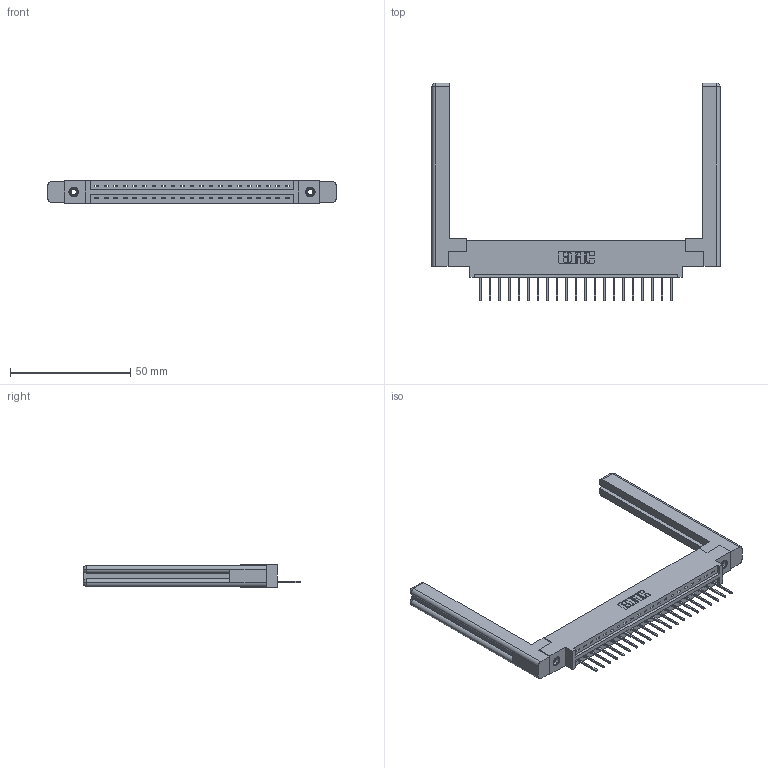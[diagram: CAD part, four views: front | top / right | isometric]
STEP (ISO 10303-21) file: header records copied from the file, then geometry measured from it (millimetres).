
FILE_DESCRIPTION (( 'STEP AP203' ), '1' );
FILE_NAME ('387-021-523-658.STEP', '2019-10-02T23:42:58', ( '' ), ( '' ), 'SwSTEP 2.0', 'SolidWorks 2016', '' );
FILE_SCHEMA (( 'CONFIG_CONTROL_DESIGN' ));
Length unit declared in the file: inch
Products named in the file (5): 345-250-001_345-250-001-102; 387-021-523-658; 345-292-001_345-293-123; 307-220-058; 337 Part_0.170 Offset - 0.156 Dia-TI
Assembly tree (26 placements, depth 2):
  387-021-523-658
    337 Part_0.170 Offset - 0.156 Dia-TI
    345-292-001_345-293-123  x21
    345-250-001_345-250-001-102  x2
    307-220-058  x2
Bounding box: 119.84 x 90.56 x 9.4 mm (x, y, z)
Volume: 19228.8 mm3; surface area: 17680.5 mm2
Topology: 26 solids, 26 shells, 1562 faces, 4625 edges, 3042 vertices
Faces by surface type: plane 1124, cylinder 414, cone 12, torus 12
Entity records: 21110 total; most frequent: CARTESIAN_POINT 3676, ORIENTED_EDGE 3572, DIRECTION 3156, EDGE_CURVE 1786, LINE 1610, VECTOR 1610, VERTEX_POINT 1182, AXIS2_PLACEMENT_3D 773
